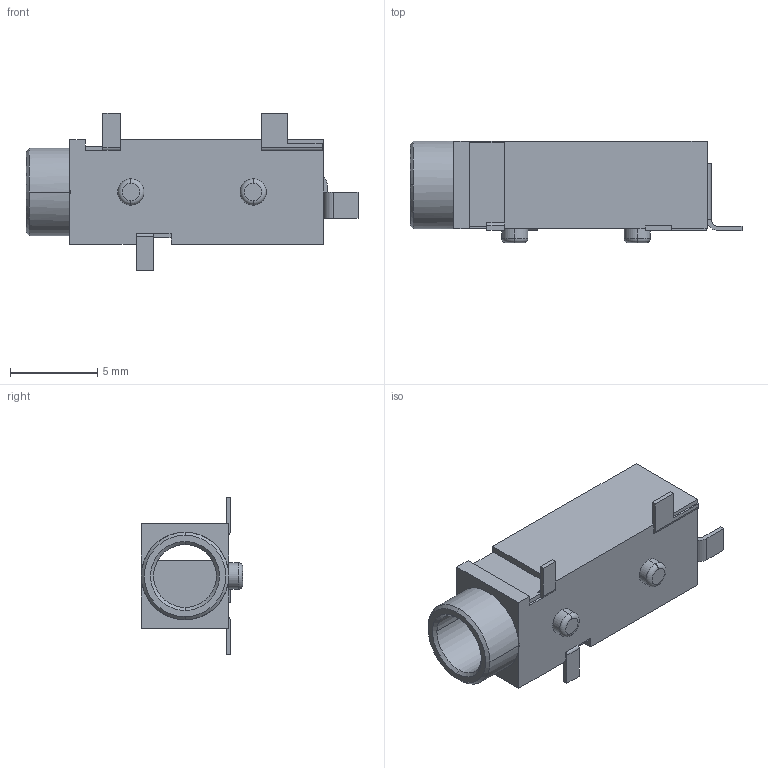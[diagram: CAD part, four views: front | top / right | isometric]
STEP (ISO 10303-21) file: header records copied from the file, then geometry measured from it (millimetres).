
FILE_DESCRIPTION (( 'STEP AP214' ), '1' );
FILE_NAME ('CUI_DEVICES_SJ-3524-SMT-TR-BE.step', '2019-10-20T22:29:41', ( '' ), ( '' ), 'SwSTEP 2.0', 'SolidWorks 2019', '' );
FILE_SCHEMA (( 'AUTOMOTIVE_DESIGN' ));
Length unit declared in the file: inch
Products named in the file (1): CUI_DEVICES_SJ-3524-SMT-TR-BE
Bounding box: 19 x 5.8 x 9 mm (x, y, z)
Volume: 310.2 mm3; surface area: 643.6 mm2
Topology: 1 solids, 1 shells, 89 faces, 239 edges, 154 vertices
Faces by surface type: plane 65, cylinder 16, cone 4, torus 4
Entity records: 3947 total; most frequent: CARTESIAN_POINT 483, ORIENTED_EDGE 478, DIRECTION 473, EDGE_CURVE 239, VECTOR 185, LINE 185, VERTEX_POINT 154, AXIS2_PLACEMENT_3D 144
